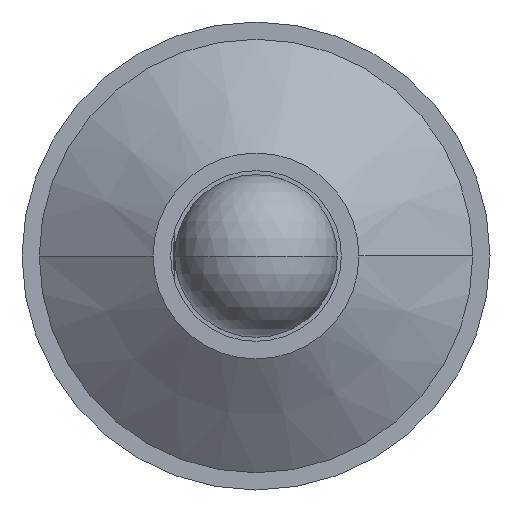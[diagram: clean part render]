
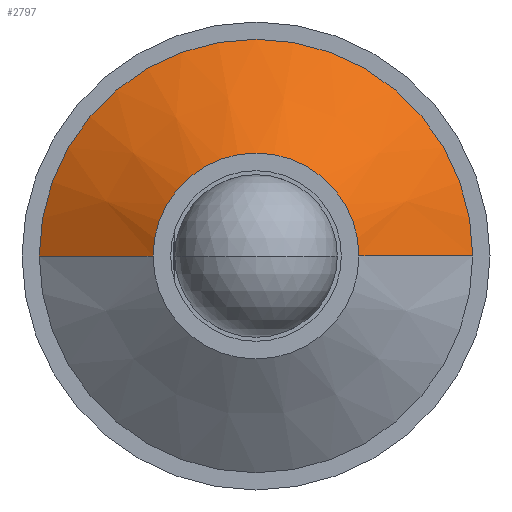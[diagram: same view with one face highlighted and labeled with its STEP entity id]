
A CAD part, left-side view. The second image highlights one B-rep face of the part: STEP entity #2797.
In plain terms, the highlighted conical face has half-angle 54.462 degrees and reference radius 4 mm.
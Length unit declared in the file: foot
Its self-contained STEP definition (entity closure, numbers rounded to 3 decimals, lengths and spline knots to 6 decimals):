
#140 = EDGE_CURVE ( 'NONE', #5588, #156, #3613, .T. ) ;
#153 = DIRECTION ( 'NONE',  ( 0., 1., 0. ) ) ;
#156 = VERTEX_POINT ( 'NONE', #3815 ) ;
#353 = EDGE_CURVE ( 'NONE', #5399, #5588, #3198, .T. ) ;
#402 = ORIENTED_EDGE ( 'NONE', *, *, #353, .T. ) ;
#407 = ORIENTED_EDGE ( 'NONE', *, *, #140, .T. ) ;
#411 = ORIENTED_EDGE ( 'NONE', *, *, #5004, .F. ) ;
#428 = ORIENTED_EDGE ( 'NONE', *, *, #4173, .F. ) ;
#460 = CARTESIAN_POINT ( 'NONE',  ( 0.004921, 0.013123, 0. ) ) ;
#1134 = LINE ( 'NONE', #460, #3702 ) ;
#1150 = FACE_OUTER_BOUND ( 'NONE', #3624, .T. ) ;
#2319 = CONICAL_SURFACE ( 'NONE', #3043, 0.013123, 0.951 ) ;
#2493 = VECTOR ( 'NONE', #4255, 3.28084 ) ;
#2797 = ADVANCED_FACE ( 'NONE', ( #1150 ), #2319, .T. ) ;
#2813 = VERTEX_POINT ( 'NONE', #3817 ) ;
#3029 = CARTESIAN_POINT ( 'NONE',  ( 0., -0.006234, 0. ) ) ;
#3043 = AXIS2_PLACEMENT_3D ( 'NONE', #5549, #5566, #5120 ) ;
#3126 = DIRECTION ( 'NONE',  ( 1., 0., 0. ) ) ;
#3168 = AXIS2_PLACEMENT_3D ( 'NONE', #5791, #3126, #153 ) ;
#3198 = CIRCLE ( 'NONE', #5105, 0.006234 ) ;
#3363 = CARTESIAN_POINT ( 'NONE',  ( 0., 0.006234, 0. ) ) ;
#3613 = LINE ( 'NONE', #4447, #2493 ) ;
#3624 = EDGE_LOOP ( 'NONE', ( #402, #407, #411, #428 ) ) ;
#3702 = VECTOR ( 'NONE', #5613, 3.28084 ) ;
#3815 = CARTESIAN_POINT ( 'NONE',  ( 0.004921, -0.013123, 0. ) ) ;
#3817 = CARTESIAN_POINT ( 'NONE',  ( 0.004921, 0.013123, 0. ) ) ;
#3934 = DIRECTION ( 'NONE',  ( 1., 0., 0. ) ) ;
#3953 = CARTESIAN_POINT ( 'NONE',  ( 0., 0., 0. ) ) ;
#4003 = DIRECTION ( 'NONE',  ( 0., 1., 0. ) ) ;
#4173 = EDGE_CURVE ( 'NONE', #5399, #2813, #1134, .T. ) ;
#4255 = DIRECTION ( 'NONE',  ( 0.581, -0.814, 0. ) ) ;
#4447 = CARTESIAN_POINT ( 'NONE',  ( 0.004921, -0.013123, 0. ) ) ;
#4567 = CIRCLE ( 'NONE', #3168, 0.013123 ) ;
#5004 = EDGE_CURVE ( 'NONE', #2813, #156, #4567, .T. ) ;
#5105 = AXIS2_PLACEMENT_3D ( 'NONE', #3953, #3934, #4003 ) ;
#5120 = DIRECTION ( 'NONE',  ( 0., 1., 0. ) ) ;
#5399 = VERTEX_POINT ( 'NONE', #3363 ) ;
#5549 = CARTESIAN_POINT ( 'NONE',  ( 0.004921, 0., 0. ) ) ;
#5566 = DIRECTION ( 'NONE',  ( 1., 0., 0. ) ) ;
#5588 = VERTEX_POINT ( 'NONE', #3029 ) ;
#5613 = DIRECTION ( 'NONE',  ( 0.581, 0.814, 0. ) ) ;
#5791 = CARTESIAN_POINT ( 'NONE',  ( 0.004921, 0., 0. ) ) ;
